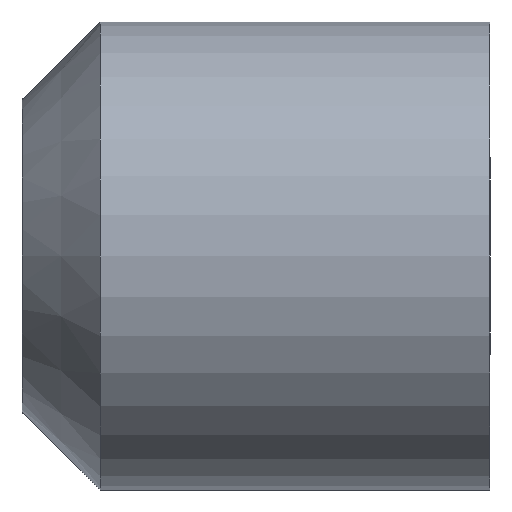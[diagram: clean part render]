
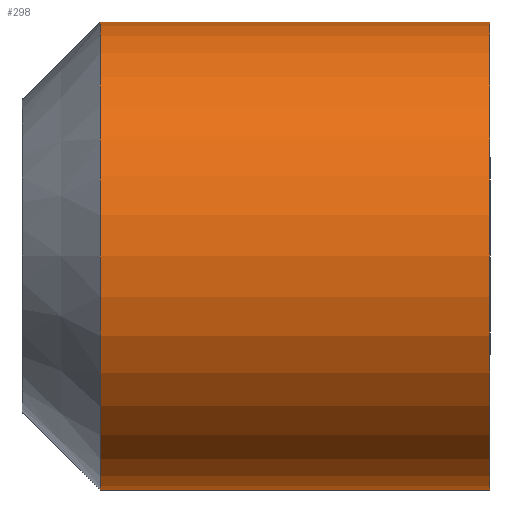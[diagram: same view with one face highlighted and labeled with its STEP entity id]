
A CAD part, left-side view. The second image highlights one B-rep face of the part: STEP entity #298.
In plain terms, the highlighted cylindrical face has radius 1.5 mm (diameter 3 mm), a partial arc.
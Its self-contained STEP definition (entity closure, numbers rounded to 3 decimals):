
#6 = DIRECTION ( 'NONE',  ( 0., 1., 0. ) ) ;
#10 = CARTESIAN_POINT ( 'NONE',  ( 0., 3., -1.5 ) ) ;
#16 = CARTESIAN_POINT ( 'NONE',  ( 0., 3., 0. ) ) ;
#39 = CIRCLE ( 'NONE', #91, 1.5 ) ;
#42 = DIRECTION ( 'NONE',  ( 0., -1., 0. ) ) ;
#46 = VERTEX_POINT ( 'NONE', #188 ) ;
#74 = VERTEX_POINT ( 'NONE', #191 ) ;
#79 = ORIENTED_EDGE ( 'NONE', *, *, #300, .F. ) ;
#87 = AXIS2_PLACEMENT_3D ( 'NONE', #16, #317, #134 ) ;
#89 = ORIENTED_EDGE ( 'NONE', *, *, #344, .T. ) ;
#91 = AXIS2_PLACEMENT_3D ( 'NONE', #194, #6, #220 ) ;
#99 = EDGE_LOOP ( 'NONE', ( #79, #374, #89, #369 ) ) ;
#116 = DIRECTION ( 'NONE',  ( 0., -1., 0. ) ) ;
#120 = VERTEX_POINT ( 'NONE', #190 ) ;
#131 = CARTESIAN_POINT ( 'NONE',  ( 0., 2.5, 1.5 ) ) ;
#132 = VERTEX_POINT ( 'NONE', #131 ) ;
#134 = DIRECTION ( 'NONE',  ( 0., 0., -1. ) ) ;
#136 = VECTOR ( 'NONE', #116, 1000. ) ;
#160 = CYLINDRICAL_SURFACE ( 'NONE', #87, 1.5 ) ;
#173 = DIRECTION ( 'NONE',  ( 0., -1., 0. ) ) ;
#174 = CIRCLE ( 'NONE', #311, 1.5 ) ;
#188 = CARTESIAN_POINT ( 'NONE',  ( 0., 2.5, -1.5 ) ) ;
#190 = CARTESIAN_POINT ( 'NONE',  ( 0., 0., -1.5 ) ) ;
#191 = CARTESIAN_POINT ( 'NONE',  ( 0., 0., 1.5 ) ) ;
#194 = CARTESIAN_POINT ( 'NONE',  ( 0., 0., 0. ) ) ;
#200 = CARTESIAN_POINT ( 'NONE',  ( 0., 3., 1.5 ) ) ;
#207 = LINE ( 'NONE', #200, #136 ) ;
#220 = DIRECTION ( 'NONE',  ( 0., 0., 1. ) ) ;
#221 = CARTESIAN_POINT ( 'NONE',  ( 0., 2.5, 0. ) ) ;
#239 = VECTOR ( 'NONE', #173, 1000. ) ;
#245 = DIRECTION ( 'NONE',  ( 0., 0., 1. ) ) ;
#298 = ADVANCED_FACE ( 'NONE', ( #305 ), #160, .T. ) ;
#300 = EDGE_CURVE ( 'NONE', #132, #74, #207, .T. ) ;
#305 = FACE_OUTER_BOUND ( 'NONE', #99, .T. ) ;
#311 = AXIS2_PLACEMENT_3D ( 'NONE', #221, #42, #245 ) ;
#317 = DIRECTION ( 'NONE',  ( 0., -1., 0. ) ) ;
#328 = EDGE_CURVE ( 'NONE', #120, #74, #39, .T. ) ;
#339 = LINE ( 'NONE', #10, #239 ) ;
#344 = EDGE_CURVE ( 'NONE', #46, #120, #339, .T. ) ;
#353 = EDGE_CURVE ( 'NONE', #132, #46, #174, .T. ) ;
#369 = ORIENTED_EDGE ( 'NONE', *, *, #328, .T. ) ;
#374 = ORIENTED_EDGE ( 'NONE', *, *, #353, .T. ) ;
